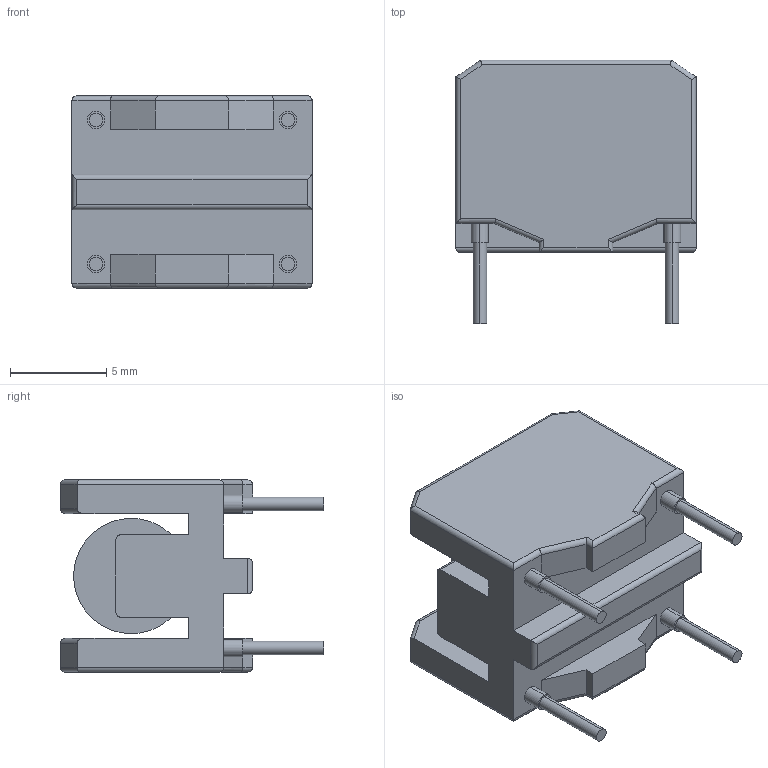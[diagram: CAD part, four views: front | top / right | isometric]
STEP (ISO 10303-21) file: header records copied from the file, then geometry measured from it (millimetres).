
FILE_DESCRIPTION (( 'STEP AP214' ), '1' );
FILE_NAME ('IFC_NTSH3_L12.5W10H10.STEP', '2018-10-15T21:11:23', ( '' ), ( '' ), 'SwSTEP 2.0', 'SolidWorks 2014', '' );
FILE_SCHEMA (( 'AUTOMOTIVE_DESIGN' ));
Length unit declared in the file: millimetre
Products named in the file (1): IFC_NTSH3_L12.5W10H10
Bounding box: 12.5 x 13.71 x 10 mm (x, y, z)
Volume: 839.3 mm3; surface area: 1041.3 mm2
Topology: 1 solids, 1 shells, 164 faces, 421 edges, 270 vertices
Faces by surface type: plane 101, cylinder 63
Entity records: 6135 total; most frequent: CARTESIAN_POINT 964, ORIENTED_EDGE 842, DIRECTION 773, EDGE_CURVE 421, LINE 327, VECTOR 327, VERTEX_POINT 270, AXIS2_PLACEMENT_3D 223
